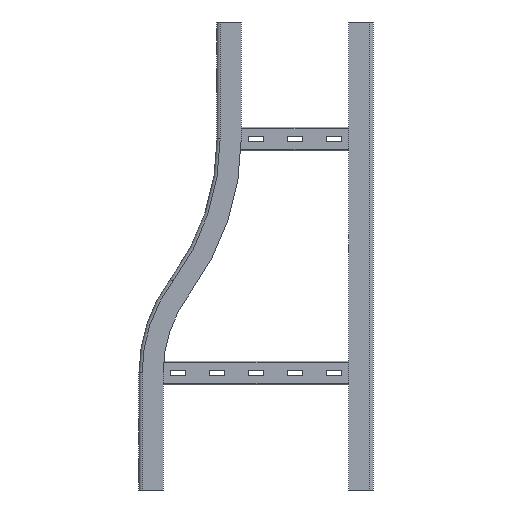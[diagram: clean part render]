
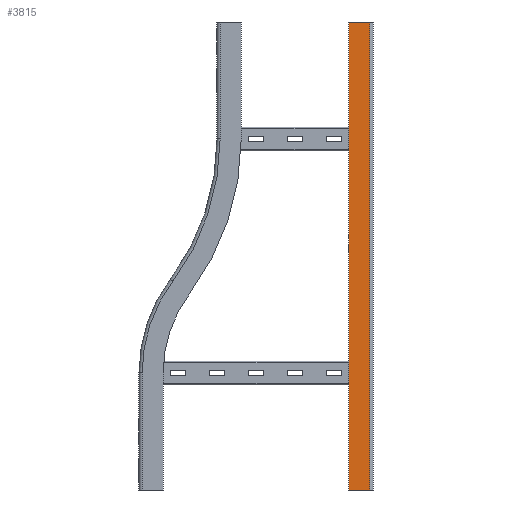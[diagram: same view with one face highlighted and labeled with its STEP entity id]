
A CAD part, front view. The second image highlights one B-rep face of the part: STEP entity #3815.
In plain terms, the highlighted planar face has unit normal (0, -1, 0).
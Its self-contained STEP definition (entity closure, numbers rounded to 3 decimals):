
#355=FACE_OUTER_BOUND('',#598,.T.);
#598=EDGE_LOOP('',(#3026,#3027,#3028,#3029));
#926=LINE('',#6025,#1359);
#935=LINE('',#6047,#1368);
#938=LINE('',#6052,#1371);
#939=LINE('',#6054,#1372);
#1359=VECTOR('',#4919,10.);
#1368=VECTOR('',#4944,10.);
#1371=VECTOR('',#4949,10.);
#1372=VECTOR('',#4952,10.);
#1757=VERTEX_POINT('',#6022);
#1758=VERTEX_POINT('',#6024);
#1763=VERTEX_POINT('',#6046);
#1764=VERTEX_POINT('',#6050);
#2183=EDGE_CURVE('',#1757,#1758,#926,.T.);
#2194=EDGE_CURVE('',#1763,#1758,#935,.T.);
#2197=EDGE_CURVE('',#1764,#1757,#938,.T.);
#2198=EDGE_CURVE('',#1763,#1764,#939,.T.);
#3026=ORIENTED_EDGE('',*,*,#2183,.F.);
#3027=ORIENTED_EDGE('',*,*,#2197,.F.);
#3028=ORIENTED_EDGE('',*,*,#2198,.F.);
#3029=ORIENTED_EDGE('',*,*,#2194,.T.);
#3604=PLANE('',#4207);
#3815=ADVANCED_FACE('',(#355),#3604,.F.);
#4207=AXIS2_PLACEMENT_3D('',#6059,#4961,#4962);
#4919=DIRECTION('',(0.,0.,-1.));
#4944=DIRECTION('',(1.,0.,0.));
#4949=DIRECTION('',(1.,0.,0.));
#4952=DIRECTION('',(0.,0.,1.));
#4961=DIRECTION('center_axis',(0.,1.,0.));
#4962=DIRECTION('ref_axis',(0.,0.,1.));
#6022=CARTESIAN_POINT('',(27.,0.,600.));
#6024=CARTESIAN_POINT('',(27.,0.,0.));
#6025=CARTESIAN_POINT('',(27.,0.,300.));
#6046=CARTESIAN_POINT('',(0.,0.,0.));
#6047=CARTESIAN_POINT('',(0.,0.,0.));
#6050=CARTESIAN_POINT('',(0.,0.,600.));
#6052=CARTESIAN_POINT('',(0.,0.,600.));
#6054=CARTESIAN_POINT('',(0.,0.,0.));
#6059=CARTESIAN_POINT('Origin',(45.786,0.,300.));
